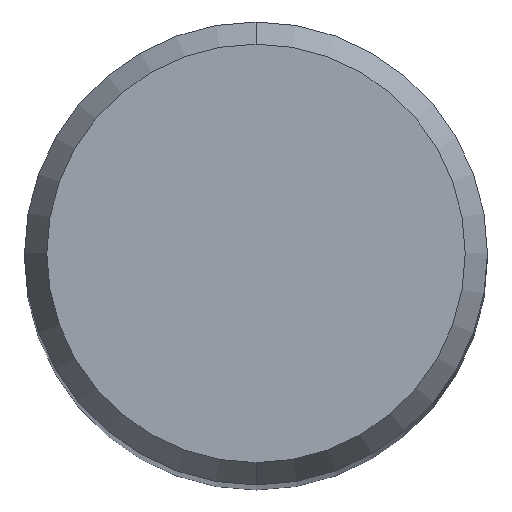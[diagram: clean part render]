
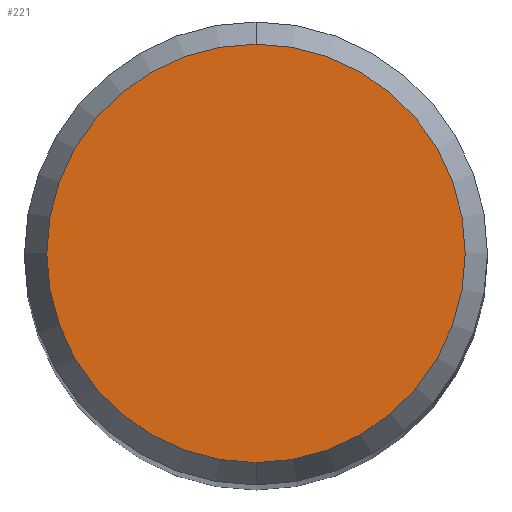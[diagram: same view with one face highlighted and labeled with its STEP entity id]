
A CAD part, top view. The second image highlights one B-rep face of the part: STEP entity #221.
In plain terms, the highlighted planar face has unit normal (0, 0, 1).
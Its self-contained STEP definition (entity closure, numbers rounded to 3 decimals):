
#117=EDGE_CURVE('',#139,#169,#269,.T.);
#139=VERTEX_POINT('',#293);
#169=VERTEX_POINT('',#327);
#195=EDGE_CURVE('',#169,#139,#356,.T.);
#221=ADVANCED_FACE('',(#387),#388,.T.);
#269=CIRCLE('',#438,2.158);
#293=CARTESIAN_POINT('',(0.0,2.158,0.));
#327=CARTESIAN_POINT('',(0.,-2.158,0.));
#356=CIRCLE('',#549,2.158);
#387=FACE_OUTER_BOUND('',#587,.T.);
#388=PLANE('',#588);
#438=AXIS2_PLACEMENT_3D('',#618,#619,#620);
#549=AXIS2_PLACEMENT_3D('',#726,#727,#728);
#587=EDGE_LOOP('',(#779,#780));
#588=AXIS2_PLACEMENT_3D('',#781,#782,#783);
#618=CARTESIAN_POINT('',(0.0,0.0,0.));
#619=DIRECTION('',(0.0,0.0,-1.0));
#620=DIRECTION('',(0.0,1.0,0.0));
#726=CARTESIAN_POINT('',(0.0,0.0,0.));
#727=DIRECTION('',(0.0,0.0,-1.0));
#728=DIRECTION('',(0.0,1.0,0.0));
#779=ORIENTED_EDGE('',*,*,#117,.F.);
#780=ORIENTED_EDGE('',*,*,#195,.F.);
#781=CARTESIAN_POINT('',(0.0,1.079,0.));
#782=DIRECTION('',(-0.0,0.0,1.0));
#783=DIRECTION('',(0.0,-1.0,0.0));
